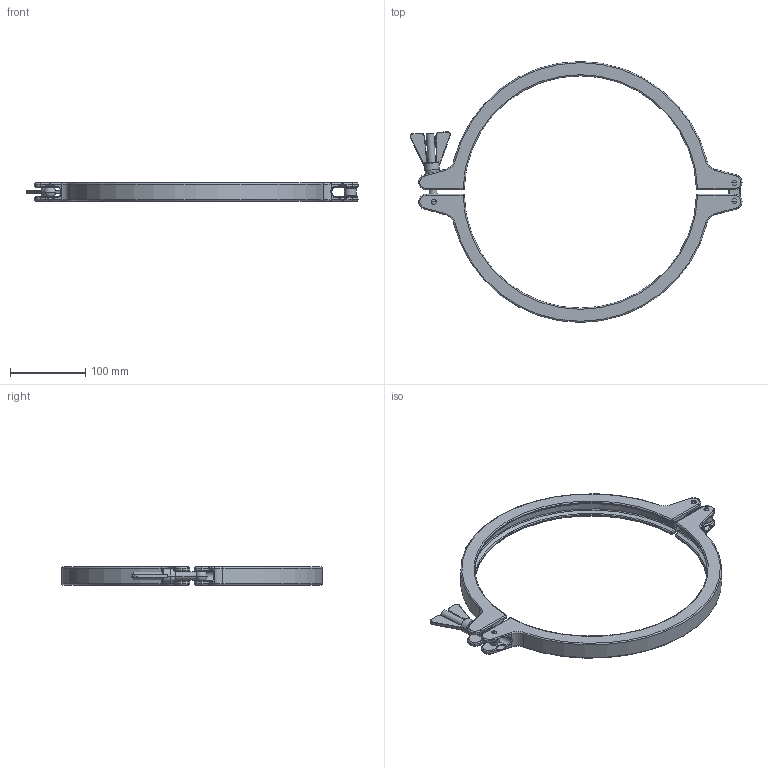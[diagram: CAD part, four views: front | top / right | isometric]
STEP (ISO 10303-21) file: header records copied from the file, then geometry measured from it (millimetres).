
FILE_DESCRIPTION (( 'STEP AP214' ), '1' );
FILE_NAME ('CL.SH.1200 BLOCK.STEP', '2020-05-19T13:11:02', ( '' ), ( '' ), 'SwSTEP 2.0', 'SolidWorks 2020', '' );
FILE_SCHEMA (( 'AUTOMOTIVE_DESIGN' ));
Length unit declared in the file: millimetre
Products named in the file (1): CL.SH.1200 BLOCK
Bounding box: 441.5 x 347 x 25.3 mm (x, y, z)
Volume: 444367.5 mm3; surface area: 122082.5 mm2
Topology: 3 solids, 5 shells, 443 faces, 1041 edges, 576 vertices
Faces by surface type: cylinder 156, torus 94, bspline 92, plane 55, sphere 42, cone 4
Entity records: 15342 total; most frequent: CARTESIAN_POINT 5877, DIRECTION 2024, ORIENTED_EDGE 1980, EDGE_CURVE 990, AXIS2_PLACEMENT_3D 882, VERTEX_POINT 571, CIRCLE 530, EDGE_LOOP 471
